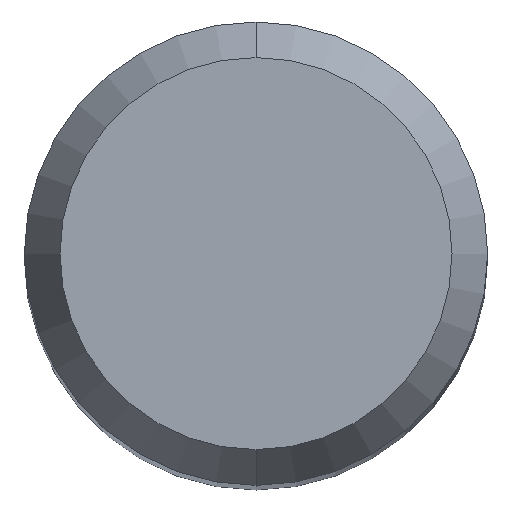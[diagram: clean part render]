
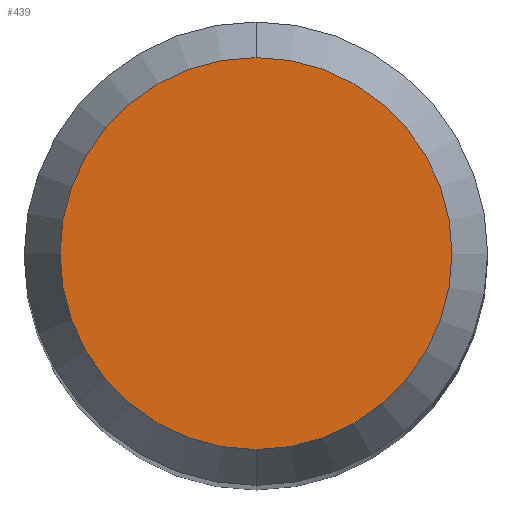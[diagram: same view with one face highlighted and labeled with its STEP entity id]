
A CAD part, top view. The second image highlights one B-rep face of the part: STEP entity #439.
In plain terms, the highlighted planar face has unit normal (0, 0, 1).
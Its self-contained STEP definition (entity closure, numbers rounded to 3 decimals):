
#219=VERTEX_POINT('',#514);
#257=VERTEX_POINT('',#555);
#319=EDGE_CURVE('',#219,#257,#624,.T.);
#355=EDGE_CURVE('',#257,#219,#666,.T.);
#439=ADVANCED_FACE('',(#757),#758,.T.);
#514=CARTESIAN_POINT('',(0.,-2.538,0.0));
#555=CARTESIAN_POINT('',(0.0,2.538,0.0));
#624=CIRCLE('',#1122,2.538);
#666=CIRCLE('',#1187,2.538);
#757=FACE_OUTER_BOUND('',#1376,.T.);
#758=PLANE('',#1377);
#1122=AXIS2_PLACEMENT_3D('',#1549,#1550,#1551);
#1187=AXIS2_PLACEMENT_3D('',#1626,#1627,#1628);
#1376=EDGE_LOOP('',(#1710,#1711));
#1377=AXIS2_PLACEMENT_3D('',#1712,#1713,#1714);
#1549=CARTESIAN_POINT('',(0.0,0.0,0.0));
#1550=DIRECTION('',(0.0,0.0,-1.0));
#1551=DIRECTION('',(0.0,1.0,0.0));
#1626=CARTESIAN_POINT('',(0.0,0.0,0.0));
#1627=DIRECTION('',(0.0,0.0,-1.0));
#1628=DIRECTION('',(0.0,1.0,0.0));
#1710=ORIENTED_EDGE('',*,*,#355,.F.);
#1711=ORIENTED_EDGE('',*,*,#319,.F.);
#1712=CARTESIAN_POINT('',(0.0,1.269,0.0));
#1713=DIRECTION('',(-0.0,0.0,1.0));
#1714=DIRECTION('',(0.0,-1.0,0.0));
